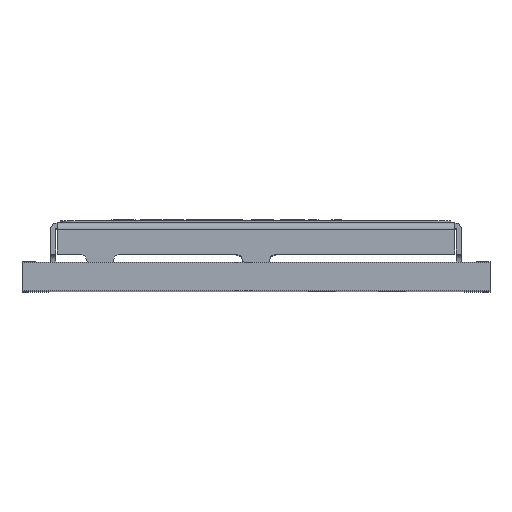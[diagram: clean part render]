
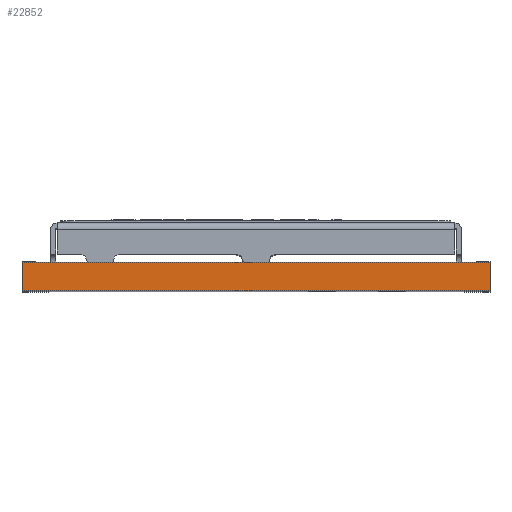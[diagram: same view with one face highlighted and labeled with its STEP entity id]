
A CAD part, top view. The second image highlights one B-rep face of the part: STEP entity #22852.
In plain terms, the highlighted planar face has unit normal (0, 0, 1).
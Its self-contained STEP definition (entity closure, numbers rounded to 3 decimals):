
#2819 = CARTESIAN_POINT ( 'NONE',  ( 9., 1.105, 10. ) ) ;
#2985 = CARTESIAN_POINT ( 'NONE',  ( -9., 1.105, 10. ) ) ;
#3221 = DIRECTION ( 'NONE',  ( -1., 0., 0. ) ) ;
#3544 = FACE_OUTER_BOUND ( 'NONE', #26647, .T. ) ;
#6668 = DIRECTION ( 'NONE',  ( 0., -1., 0. ) ) ;
#6972 = LINE ( 'NONE', #33933, #18997 ) ;
#10909 = EDGE_CURVE ( 'NONE', #17612, #16565, #39748, .T. ) ;
#13342 = LINE ( 'NONE', #20007, #33063 ) ;
#16552 = CARTESIAN_POINT ( 'NONE',  ( 0., 0., 10. ) ) ;
#16565 = VERTEX_POINT ( 'NONE', #2985 ) ;
#16581 = EDGE_CURVE ( 'NONE', #16565, #18016, #6972, .T. ) ;
#17445 = ORIENTED_EDGE ( 'NONE', *, *, #10909, .T. ) ;
#17612 = VERTEX_POINT ( 'NONE', #2819 ) ;
#17968 = CARTESIAN_POINT ( 'NONE',  ( 9., 0., 10. ) ) ;
#18016 = VERTEX_POINT ( 'NONE', #25374 ) ;
#18997 = VECTOR ( 'NONE', #28159, 1000. ) ;
#19991 = DIRECTION ( 'NONE',  ( -1., 0., 0. ) ) ;
#20007 = CARTESIAN_POINT ( 'NONE',  ( 9., 1.105, 10. ) ) ;
#20099 = VECTOR ( 'NONE', #32177, 1000. ) ;
#22852 = ADVANCED_FACE ( 'NONE', ( #3544 ), #26997, .F. ) ;
#24025 = AXIS2_PLACEMENT_3D ( 'NONE', #30278, #43823, #19991 ) ;
#25374 = CARTESIAN_POINT ( 'NONE',  ( -9., 0., 10. ) ) ;
#26453 = CARTESIAN_POINT ( 'NONE',  ( -9., 1.105, 10. ) ) ;
#26507 = ORIENTED_EDGE ( 'NONE', *, *, #35481, .F. ) ;
#26647 = EDGE_LOOP ( 'NONE', ( #28762, #17445, #43319, #26507 ) ) ;
#26997 = PLANE ( 'NONE',  #24025 ) ;
#28008 = EDGE_CURVE ( 'NONE', #17612, #35442, #13342, .T. ) ;
#28159 = DIRECTION ( 'NONE',  ( 0., -1., 0. ) ) ;
#28762 = ORIENTED_EDGE ( 'NONE', *, *, #28008, .F. ) ;
#30184 = LINE ( 'NONE', #16552, #33615 ) ;
#30278 = CARTESIAN_POINT ( 'NONE',  ( -9., 1.105, 10. ) ) ;
#32177 = DIRECTION ( 'NONE',  ( -1., 0., 0. ) ) ;
#33063 = VECTOR ( 'NONE', #6668, 1000. ) ;
#33615 = VECTOR ( 'NONE', #3221, 1000. ) ;
#33933 = CARTESIAN_POINT ( 'NONE',  ( -9., 1.105, 10. ) ) ;
#35442 = VERTEX_POINT ( 'NONE', #17968 ) ;
#35481 = EDGE_CURVE ( 'NONE', #35442, #18016, #30184, .T. ) ;
#39748 = LINE ( 'NONE', #26453, #20099 ) ;
#43319 = ORIENTED_EDGE ( 'NONE', *, *, #16581, .T. ) ;
#43823 = DIRECTION ( 'NONE',  ( 0., 0., -1. ) ) ;
